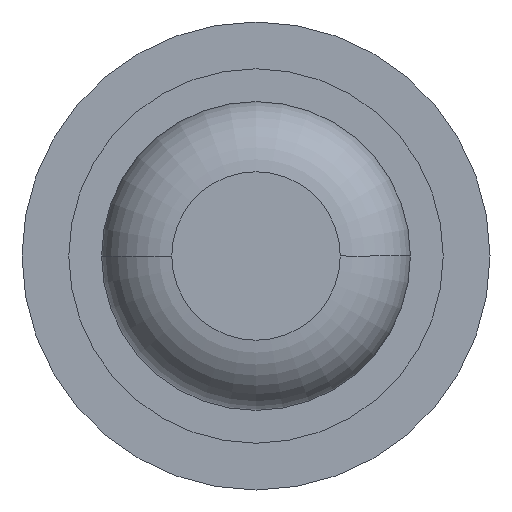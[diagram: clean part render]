
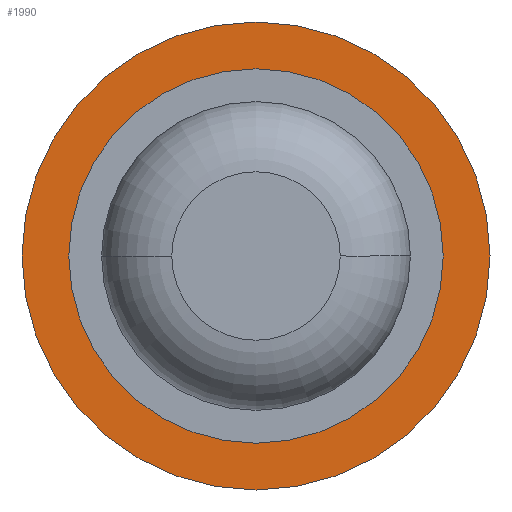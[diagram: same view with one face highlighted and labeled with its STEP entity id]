
A CAD part, front view. The second image highlights one B-rep face of the part: STEP entity #1990.
In plain terms, the highlighted planar face has unit normal (0, -1, 0).
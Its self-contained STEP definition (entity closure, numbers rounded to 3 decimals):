
#187 = VERTEX_POINT ( 'NONE', #3808 ) ;
#213 = EDGE_LOOP ( 'NONE', ( #2155, #1690 ) ) ;
#354 = DIRECTION ( 'NONE',  ( 0., 1., 0. ) ) ;
#369 = DIRECTION ( 'NONE',  ( 0., 0., 1. ) ) ;
#461 = VERTEX_POINT ( 'NONE', #3930 ) ;
#483 = DIRECTION ( 'NONE',  ( 0., 1., 0. ) ) ;
#511 = CARTESIAN_POINT ( 'NONE',  ( 0., 5., 0. ) ) ;
#526 = DIRECTION ( 'NONE',  ( 0., 1., 0. ) ) ;
#568 = CARTESIAN_POINT ( 'NONE',  ( 0., 5., 0. ) ) ;
#603 = EDGE_CURVE ( 'Defeature ausgef�hrt1_14+Defeature ausgef�hrt1_11+Defeature ausgef�hrt1_11+Defeature ausgef�hrt1_11', #3406, #461, #3579, .T. ) ;
#912 = AXIS2_PLACEMENT_3D ( 'NONE', #568, #3012, #3384 ) ;
#936 = CIRCLE ( 'NONE', #4498, 0.64 ) ;
#1097 = CARTESIAN_POINT ( 'NONE',  ( 1.25, 5., 0. ) ) ;
#1396 = CARTESIAN_POINT ( 'NONE',  ( 0., 5., -1.25 ) ) ;
#1414 = FACE_BOUND ( 'NONE', #1655, .T. ) ;
#1423 = CARTESIAN_POINT ( 'NONE',  ( 0., 5., 0. ) ) ;
#1434 = DIRECTION ( 'NONE',  ( 0., 0., 1. ) ) ;
#1580 = AXIS2_PLACEMENT_3D ( 'NONE', #1097, #1819, #1434 ) ;
#1616 = VERTEX_POINT ( 'NONE', #1396 ) ;
#1655 = EDGE_LOOP ( 'NONE', ( #1984, #2336 ) ) ;
#1690 = ORIENTED_EDGE ( 'NONE', *, *, #3593, .F. ) ;
#1819 = DIRECTION ( 'NONE',  ( 0., 1., 0. ) ) ;
#1984 = ORIENTED_EDGE ( 'NONE', *, *, #4019, .T. ) ;
#1990 = ADVANCED_FACE ( 'Defeature ausgef�hrt1_14', ( #4201, #1414 ), #3568, .F. ) ;
#1997 = CIRCLE ( 'NONE', #4388, 1.25 ) ;
#2155 = ORIENTED_EDGE ( 'NONE', *, *, #3182, .F. ) ;
#2233 = DIRECTION ( 'NONE',  ( 0., 0., 1. ) ) ;
#2336 = ORIENTED_EDGE ( 'NONE', *, *, #603, .T. ) ;
#2436 = AXIS2_PLACEMENT_3D ( 'NONE', #1423, #354, #369 ) ;
#2765 = CARTESIAN_POINT ( 'NONE',  ( 0., 5., -0.64 ) ) ;
#3012 = DIRECTION ( 'NONE',  ( 0., 1., 0. ) ) ;
#3044 = CARTESIAN_POINT ( 'NONE',  ( 0., 5., 0. ) ) ;
#3182 = EDGE_CURVE ( 'Defeature ausgef�hrt1_13+Defeature ausgef�hrt1_14+Defeature ausgef�hrt1_14+Defeature ausgef�hrt1_14', #187, #1616, #1997, .T. ) ;
#3384 = DIRECTION ( 'NONE',  ( 0., 0., 1. ) ) ;
#3406 = VERTEX_POINT ( 'NONE', #2765 ) ;
#3568 = PLANE ( 'NONE',  #1580 ) ;
#3579 = CIRCLE ( 'NONE', #912, 0.64 ) ;
#3593 = EDGE_CURVE ( 'Defeature ausgef�hrt1_13+Defeature ausgef�hrt1_14+Defeature ausgef�hrt1_14+Defeature ausgef�hrt1_14', #1616, #187, #4409, .T. ) ;
#3808 = CARTESIAN_POINT ( 'NONE',  ( 0., 5., 1.25 ) ) ;
#3930 = CARTESIAN_POINT ( 'NONE',  ( 0., 5., 0.64 ) ) ;
#4019 = EDGE_CURVE ( 'Defeature ausgef�hrt1_14+Defeature ausgef�hrt1_11+Defeature ausgef�hrt1_11+Defeature ausgef�hrt1_11', #461, #3406, #936, .T. ) ;
#4112 = DIRECTION ( 'NONE',  ( 0., 0., 1. ) ) ;
#4201 = FACE_OUTER_BOUND ( 'NONE', #213, .T. ) ;
#4388 = AXIS2_PLACEMENT_3D ( 'NONE', #511, #483, #2233 ) ;
#4409 = CIRCLE ( 'NONE', #2436, 1.25 ) ;
#4498 = AXIS2_PLACEMENT_3D ( 'NONE', #3044, #526, #4112 ) ;
